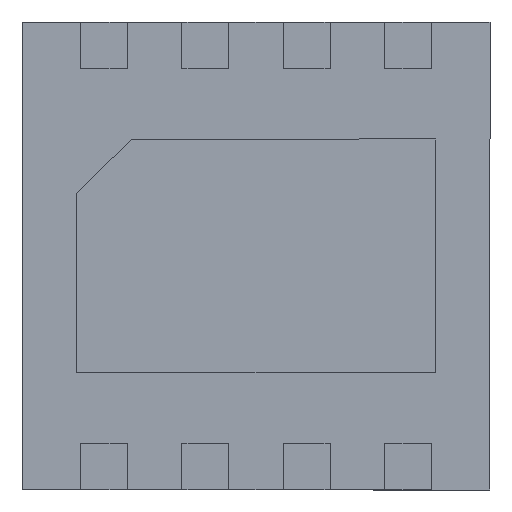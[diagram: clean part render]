
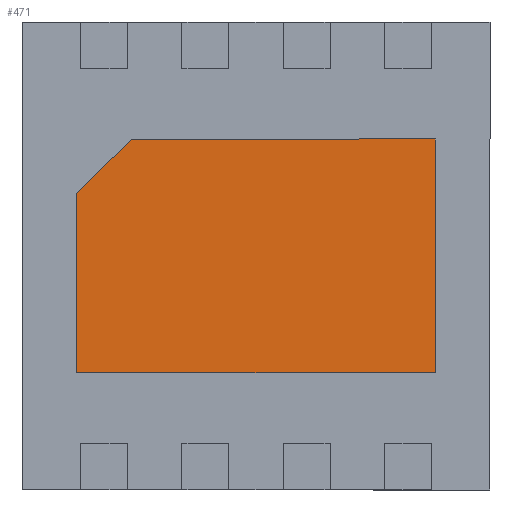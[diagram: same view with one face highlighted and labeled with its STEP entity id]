
A CAD part, front view. The second image highlights one B-rep face of the part: STEP entity #471.
In plain terms, the highlighted planar face has unit normal (0, -1, 0).
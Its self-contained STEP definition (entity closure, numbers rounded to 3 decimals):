
#24 = VECTOR ( 'NONE', #3042, 1000. ) ;
#283 = CARTESIAN_POINT ( 'NONE',  ( 1.15, 0., -0.75 ) ) ;
#307 = ORIENTED_EDGE ( 'NONE', *, *, #3022, .T. ) ;
#342 = LINE ( 'NONE', #3056, #683 ) ;
#471 = ADVANCED_FACE ( 'NONE', ( #2155 ), #1149, .F. ) ;
#603 = LINE ( 'NONE', #2626, #1581 ) ;
#610 = CARTESIAN_POINT ( 'NONE',  ( -0.8, 0., 0.75 ) ) ;
#678 = ORIENTED_EDGE ( 'NONE', *, *, #1500, .T. ) ;
#683 = VECTOR ( 'NONE', #1838, 1000. ) ;
#928 = ORIENTED_EDGE ( 'NONE', *, *, #2710, .T. ) ;
#1074 = CARTESIAN_POINT ( 'NONE',  ( -1.15, 0., 0.4 ) ) ;
#1077 = DIRECTION ( 'NONE',  ( 0., 0., -1. ) ) ;
#1149 = PLANE ( 'NONE',  #2669 ) ;
#1232 = LINE ( 'NONE', #610, #24 ) ;
#1333 = VECTOR ( 'NONE', #2689, 1000. ) ;
#1500 = EDGE_CURVE ( 'NONE', #1906, #1747, #2787, .T. ) ;
#1510 = CARTESIAN_POINT ( 'NONE',  ( -0.8, 0., 0.75 ) ) ;
#1581 = VECTOR ( 'NONE', #2904, 1000. ) ;
#1588 = VERTEX_POINT ( 'NONE', #1510 ) ;
#1637 = ORIENTED_EDGE ( 'NONE', *, *, #2352, .T. ) ;
#1639 = CARTESIAN_POINT ( 'NONE',  ( -1.15, 0., -0.75 ) ) ;
#1654 = DIRECTION ( 'NONE',  ( 0., 1., 0. ) ) ;
#1747 = VERTEX_POINT ( 'NONE', #2088 ) ;
#1838 = DIRECTION ( 'NONE',  ( -0.707, 0., -0.707 ) ) ;
#1906 = VERTEX_POINT ( 'NONE', #2863 ) ;
#2088 = CARTESIAN_POINT ( 'NONE',  ( 1.15, 0., 0.75 ) ) ;
#2155 = FACE_OUTER_BOUND ( 'NONE', #2870, .T. ) ;
#2197 = LINE ( 'NONE', #3023, #2805 ) ;
#2352 = EDGE_CURVE ( 'NONE', #1588, #2623, #342, .T. ) ;
#2623 = VERTEX_POINT ( 'NONE', #1074 ) ;
#2626 = CARTESIAN_POINT ( 'NONE',  ( -1.15, 0., -0.75 ) ) ;
#2669 = AXIS2_PLACEMENT_3D ( 'NONE', #3109, #1654, #2882 ) ;
#2689 = DIRECTION ( 'NONE',  ( 0., 0., 1. ) ) ;
#2710 = EDGE_CURVE ( 'NONE', #1747, #1588, #1232, .T. ) ;
#2717 = EDGE_CURVE ( 'NONE', #2623, #2969, #2197, .T. ) ;
#2787 = LINE ( 'NONE', #283, #1333 ) ;
#2805 = VECTOR ( 'NONE', #1077, 1000. ) ;
#2863 = CARTESIAN_POINT ( 'NONE',  ( 1.15, 0., -0.75 ) ) ;
#2870 = EDGE_LOOP ( 'NONE', ( #678, #928, #1637, #3036, #307 ) ) ;
#2882 = DIRECTION ( 'NONE',  ( 0., 0., 1. ) ) ;
#2904 = DIRECTION ( 'NONE',  ( 1., 0., 0. ) ) ;
#2969 = VERTEX_POINT ( 'NONE', #1639 ) ;
#3022 = EDGE_CURVE ( 'NONE', #2969, #1906, #603, .T. ) ;
#3023 = CARTESIAN_POINT ( 'NONE',  ( -1.15, 0., -0.75 ) ) ;
#3036 = ORIENTED_EDGE ( 'NONE', *, *, #2717, .T. ) ;
#3042 = DIRECTION ( 'NONE',  ( -1., 0., 0. ) ) ;
#3056 = CARTESIAN_POINT ( 'NONE',  ( -1.15, 0., 0.4 ) ) ;
#3109 = CARTESIAN_POINT ( 'NONE',  ( 0., 0., 0. ) ) ;
